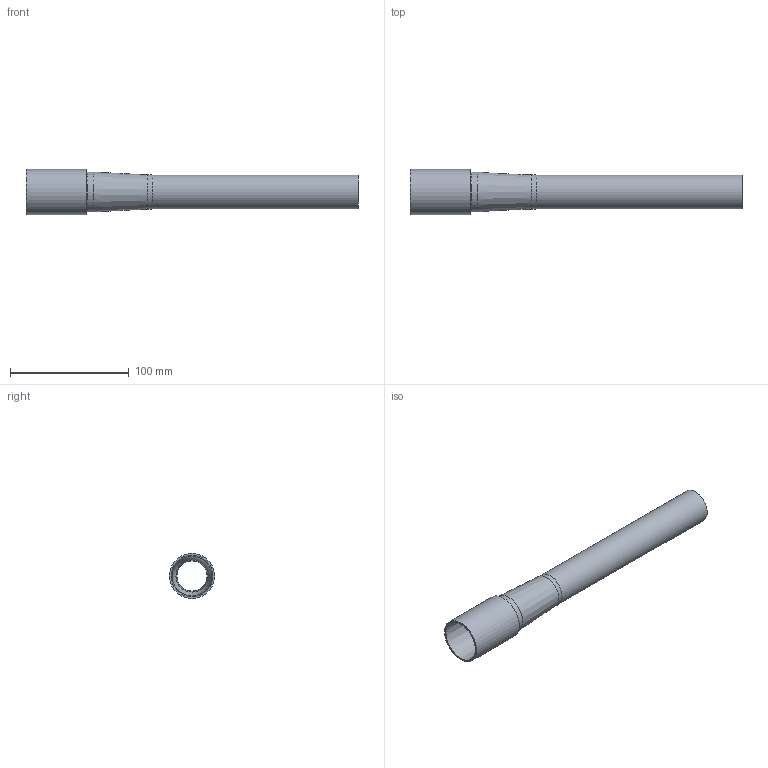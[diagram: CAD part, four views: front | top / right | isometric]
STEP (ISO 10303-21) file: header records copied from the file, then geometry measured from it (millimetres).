
FILE_DESCRIPTION (( 'STEP AP203' ), '1' );
FILE_NAME ('MS2024.STEP', '2014-09-02T16:05:29', ( 'JeffCAD' ), ( 'Microsoft' ), 'SwSTEP 2.0', 'SolidWorks 2012', '' );
FILE_SCHEMA (( 'CONFIG_CONTROL_DESIGN' ));
Length unit declared in the file: inch
Products named in the file (1): MS2024
Bounding box: 279.4 x 38.1 x 38.1 mm (x, y, z)
Volume: 50009.6 mm3; surface area: 51316 mm2
Topology: 1 solids, 1 shells, 15 faces, 27 edges, 15 vertices
Faces by surface type: cylinder 5, torus 4, cone 3, plane 3
Full cylindrical faces by diameter (mm): 25.398 x1, 27.099 x1, 28.573 x1, 33.449 x1, 38.098 x1
Entity records: 387 total; most frequent: DIRECTION 62, CARTESIAN_POINT 46, AXIS2_PLACEMENT_3D 31, EDGE_LOOP 30, ORIENTED_EDGE 30, FACE_OUTER_BOUND 24, ADVANCED_FACE 15, CIRCLE 15
